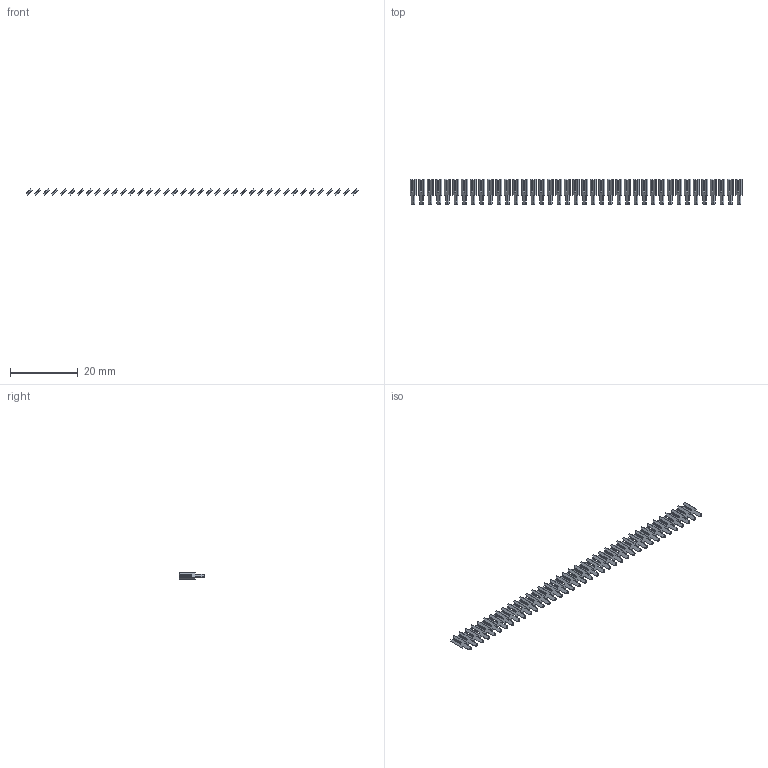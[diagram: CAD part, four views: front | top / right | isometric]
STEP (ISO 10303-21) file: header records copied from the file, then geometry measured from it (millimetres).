
FILE_DESCRIPTION (( 'STEP AP203' ), '1' );
FILE_NAME ('106-039-253-100.STEP', '2020-04-16T21:42:24', ( '' ), ( '' ), 'SwSTEP 2.0', 'SolidWorks 2016', '' );
FILE_SCHEMA (( 'CONFIG_CONTROL_DESIGN' ));
Length unit declared in the file: inch
Products named in the file (2): 100-290-001_100-290-253; 106-039-253-100
Assembly tree (39 placements, depth 2):
  106-039-253-100
    100-290-001_100-290-253  x39
Bounding box: 98.32 x 7.62 x 1.8 mm (x, y, z)
Volume: 215.2 mm3; surface area: 1341.9 mm2
Topology: 39 solids, 39 shells, 780 faces, 2106 edges, 1404 vertices
Faces by surface type: plane 741, cylinder 39
Entity records: 2036 total; most frequent: DIRECTION 180, CARTESIAN_POINT 152, ORIENTED_EDGE 108, CALENDAR_DATE 88, COORDINATED_UNIVERSAL_TIME_OFFSET 88, DATE_AND_TIME 88, LOCAL_TIME 88, AXIS2_PLACEMENT_3D 64
